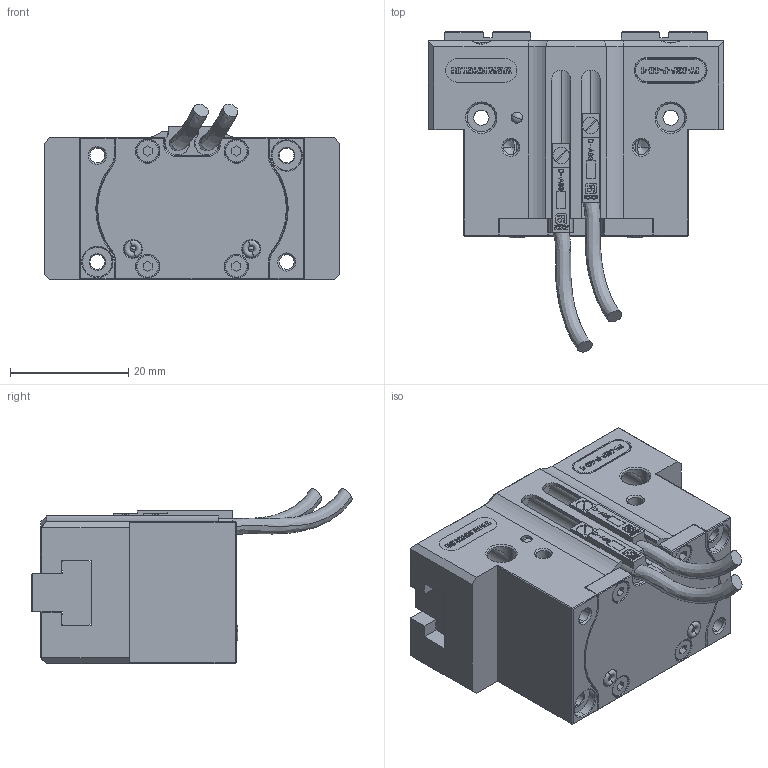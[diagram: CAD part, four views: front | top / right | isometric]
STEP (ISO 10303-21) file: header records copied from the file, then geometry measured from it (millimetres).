
FILE_DESCRIPTION (( 'STEP AP203' ), '1' );
FILE_NAME ('FY-JGP-P-40-1-AS.STEP', '2023-08-06T07:26:55', ( 'User' ), ( 'Microsoft' ), 'SwSTEP 2.0', 'SolidWorks 2015', '' );
FILE_SCHEMA (( 'CONFIG_CONTROL_DESIGN' ));
Length unit declared in the file: millimetre
Products named in the file (14): 1.1; FY-JGP-P-40-1綴裔; 1X3O型圈; FY-JGP-P-40-1前盖; 后盖密封圈; FY-JGP-P-40-1賑輸; FY-JGP-P-40-1-AS; cross recessed countersunk head screws gb1_GB_CROSS_SCREWS_TYPE4 M2X5-3.8  H type-N; 祥凄詩鬥芛蹟隊M2X5; 2.0; FY-JGP-P-40-1厙硊; FY-JGP-P-40-1-AS褲极; FY-JGP-P-40-1倰瘍齪; 棠俶羲壽4.0X15
Assembly tree (23 placements, depth 2):
  FY-JGP-P-40-1-AS
    FY-JGP-P-40-1-AS褲极
    棠俶羲壽4.0X15  x2
    FY-JGP-P-40-1綴裔
    FY-JGP-P-40-1前盖
    FY-JGP-P-40-1賑輸  x2
    cross recessed countersunk head screws gb1_GB_CROSS_SCREWS_TYPE4 M2X5-3.8  H type-N  x4
    祥凄詩鬥芛蹟隊M2X5  x4
    2.0
    FY-JGP-P-40-1厙硊
    FY-JGP-P-40-1倰瘍齪
    1.1  x2
    1X3O型圈  x2
    后盖密封圈
Bounding box: 50 x 54.13 x 29.66 mm (x, y, z)
Volume: 26428.5 mm3; surface area: 18952.3 mm2
Topology: 23 solids, 23 shells, 2214 faces, 5730 edges, 3662 vertices
Faces by surface type: plane 1100, bspline 439, cylinder 368, cone 229, torus 72, sphere 6
Entity records: 77411 total; most frequent: CARTESIAN_POINT 33112, ORIENTED_EDGE 9426, DIRECTION 7656, EDGE_CURVE 4713, VERTEX_POINT 3031, LINE 2996, VECTOR 2996, AXIS2_PLACEMENT_3D 2330
